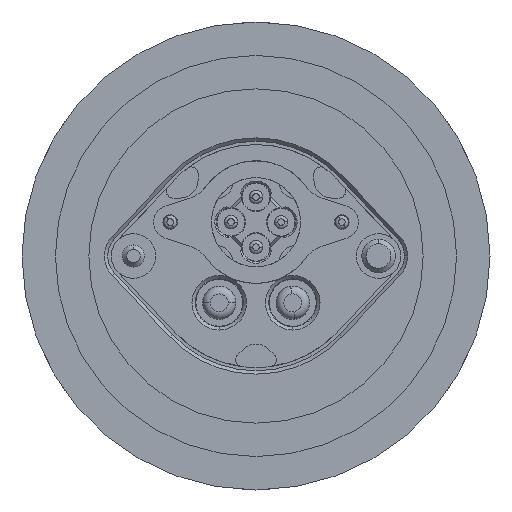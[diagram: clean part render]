
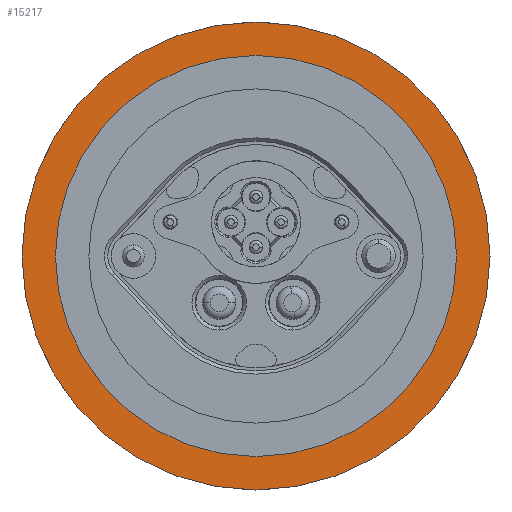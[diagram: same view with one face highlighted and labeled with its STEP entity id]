
A CAD part, front view. The second image highlights one B-rep face of the part: STEP entity #15217.
In plain terms, the highlighted planar face has unit normal (0, -1, 0).
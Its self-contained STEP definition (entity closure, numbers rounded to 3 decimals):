
#291 = CARTESIAN_POINT ( 'NONE',  ( 0., 4.75, -10.5 ) ) ;
#3201 = DIRECTION ( 'NONE',  ( 0., 0., -1. ) ) ;
#5398 = AXIS2_PLACEMENT_3D ( 'NONE', #7928, #28133, #41501 ) ;
#6305 = CARTESIAN_POINT ( 'NONE',  ( 0., 4.75, 0. ) ) ;
#7486 = CIRCLE ( 'NONE', #23536, 9. ) ;
#7928 = CARTESIAN_POINT ( 'NONE',  ( 0., 4.75, 0. ) ) ;
#7932 = FACE_BOUND ( 'NONE', #42218, .T. ) ;
#11560 = CARTESIAN_POINT ( 'NONE',  ( 0., 4.75, -9. ) ) ;
#13090 = DIRECTION ( 'NONE',  ( 0., -1., 0. ) ) ;
#14656 = VERTEX_POINT ( 'NONE', #11560 ) ;
#14684 = ORIENTED_EDGE ( 'NONE', *, *, #37570, .F. ) ;
#15217 = ADVANCED_FACE ( 'NONE', ( #7932, #19035 ), #26623, .T. ) ;
#15756 = CARTESIAN_POINT ( 'NONE',  ( 0., 4.75, 10.5 ) ) ;
#18791 = DIRECTION ( 'NONE',  ( 0., 0., -1. ) ) ;
#18831 = CIRCLE ( 'NONE', #21708, 10.5 ) ;
#18910 = CIRCLE ( 'NONE', #5398, 10.5 ) ;
#19035 = FACE_OUTER_BOUND ( 'NONE', #22349, .T. ) ;
#20086 = ORIENTED_EDGE ( 'NONE', *, *, #40904, .F. ) ;
#21708 = AXIS2_PLACEMENT_3D ( 'NONE', #32448, #39213, #18791 ) ;
#22349 = EDGE_LOOP ( 'NONE', ( #39804, #43374 ) ) ;
#23536 = AXIS2_PLACEMENT_3D ( 'NONE', #6305, #33288, #3201 ) ;
#25320 = AXIS2_PLACEMENT_3D ( 'NONE', #34661, #34380, #28181 ) ;
#26623 = PLANE ( 'NONE',  #38669 ) ;
#28133 = DIRECTION ( 'NONE',  ( 0., -1., 0. ) ) ;
#28181 = DIRECTION ( 'NONE',  ( 0., 0., -1. ) ) ;
#29187 = VERTEX_POINT ( 'NONE', #39515 ) ;
#30617 = EDGE_CURVE ( 'NONE', #35117, #34161, #18910, .T. ) ;
#32448 = CARTESIAN_POINT ( 'NONE',  ( 0., 4.75, 0. ) ) ;
#32564 = CIRCLE ( 'NONE', #25320, 9. ) ;
#32601 = EDGE_CURVE ( 'NONE', #34161, #35117, #18831, .T. ) ;
#33288 = DIRECTION ( 'NONE',  ( 0., -1., 0. ) ) ;
#33415 = DIRECTION ( 'NONE',  ( 0., 0., -1. ) ) ;
#34161 = VERTEX_POINT ( 'NONE', #291 ) ;
#34380 = DIRECTION ( 'NONE',  ( 0., -1., 0. ) ) ;
#34661 = CARTESIAN_POINT ( 'NONE',  ( 0., 4.75, 0. ) ) ;
#35117 = VERTEX_POINT ( 'NONE', #15756 ) ;
#37570 = EDGE_CURVE ( 'NONE', #29187, #14656, #7486, .T. ) ;
#38669 = AXIS2_PLACEMENT_3D ( 'NONE', #40296, #13090, #33415 ) ;
#39213 = DIRECTION ( 'NONE',  ( 0., -1., 0. ) ) ;
#39515 = CARTESIAN_POINT ( 'NONE',  ( 0., 4.75, 9. ) ) ;
#39804 = ORIENTED_EDGE ( 'NONE', *, *, #32601, .T. ) ;
#40296 = CARTESIAN_POINT ( 'NONE',  ( 0., 4.75, 0. ) ) ;
#40904 = EDGE_CURVE ( 'NONE', #14656, #29187, #32564, .T. ) ;
#41501 = DIRECTION ( 'NONE',  ( 0., 0., -1. ) ) ;
#42218 = EDGE_LOOP ( 'NONE', ( #20086, #14684 ) ) ;
#43374 = ORIENTED_EDGE ( 'NONE', *, *, #30617, .T. ) ;
